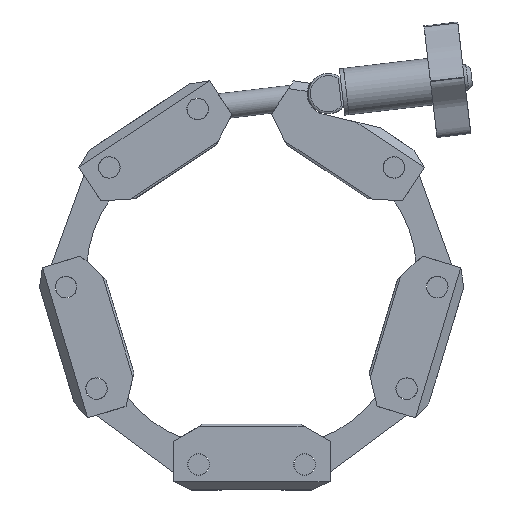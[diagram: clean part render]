
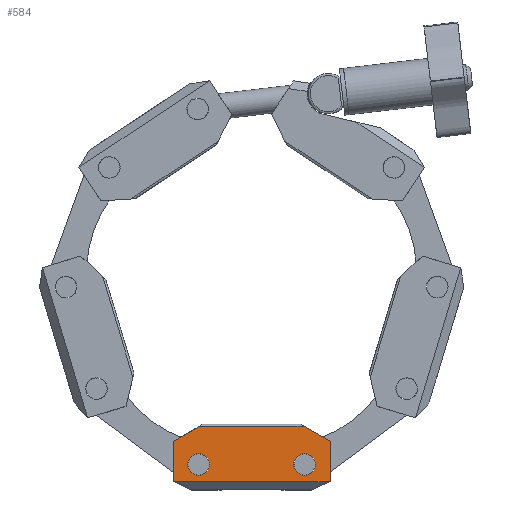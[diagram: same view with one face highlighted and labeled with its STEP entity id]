
A CAD part, front view. The second image highlights one B-rep face of the part: STEP entity #584.
In plain terms, the highlighted face is planar.
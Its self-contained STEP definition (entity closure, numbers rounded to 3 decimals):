
#584=ADVANCED_FACE('',(#1576,#1577,#1578),#1575,.T.);
#1575=PLANE('',#3172);
#1576=FACE_OUTER_BOUND('',#3173,.T.);
#1577=FACE_BOUND('',#3174,.T.);
#1578=FACE_BOUND('',#3175,.T.);
#3169=CARTESIAN_POINT('',(9.7,18.,-5.3));
#3170=DIRECTION('',(0.,1.,0.));
#3171=DIRECTION('',(-1.,0.,0.));
#3172=AXIS2_PLACEMENT_3D('',#3169,#3170,#3171);
#3173=EDGE_LOOP('',(#4283,#4284,#4285,#4286,#4287,#4288));
#3174=EDGE_LOOP('',(#4289,#4290));
#3175=EDGE_LOOP('',(#4291,#4292));
#4283=ORIENTED_EDGE('',*,*,#5083,.T.);
#4284=ORIENTED_EDGE('',*,*,#5075,.T.);
#4285=ORIENTED_EDGE('',*,*,#5058,.T.);
#4286=ORIENTED_EDGE('',*,*,#5055,.T.);
#4287=ORIENTED_EDGE('',*,*,#5070,.T.);
#4288=ORIENTED_EDGE('',*,*,#5032,.T.);
#4289=ORIENTED_EDGE('',*,*,#5084,.F.);
#4290=ORIENTED_EDGE('',*,*,#5085,.F.);
#4291=ORIENTED_EDGE('',*,*,#5086,.F.);
#4292=ORIENTED_EDGE('',*,*,#5087,.F.);
#5032=EDGE_CURVE('',#6735,#6755,#6762,.T.);
#5055=EDGE_CURVE('',#6918,#6911,#6919,.T.);
#5058=EDGE_CURVE('',#6937,#6918,#6938,.T.);
#5070=EDGE_CURVE('',#6911,#6735,#7016,.T.);
#5075=EDGE_CURVE('',#7036,#6937,#7049,.T.);
#5083=EDGE_CURVE('',#6755,#7036,#7103,.T.);
#5084=EDGE_CURVE('',#7109,#7110,#7111,.T.);
#5085=EDGE_CURVE('',#7110,#7109,#7117,.T.);
#5086=EDGE_CURVE('',#7123,#7124,#7125,.T.);
#5087=EDGE_CURVE('',#7124,#7123,#7131,.T.);
#6735=VERTEX_POINT('',#9576);
#6755=VERTEX_POINT('',#9588);
#6762=LINE('',#9592,#9593);
#6911=VERTEX_POINT('',#9677);
#6918=VERTEX_POINT('',#9681);
#6919=LINE('',#9682,#9683);
#6937=VERTEX_POINT('',#9692);
#6938=LINE('',#9693,#9694);
#7016=LINE('',#9735,#9736);
#7036=VERTEX_POINT('',#9746);
#7049=LINE('',#9753,#9754);
#7103=LINE('',#9789,#9790);
#7109=VERTEX_POINT('',#9792);
#7110=VERTEX_POINT('',#9793);
#7111=CIRCLE('',#9797,2.55);
#7117=CIRCLE('',#9801,2.55);
#7123=VERTEX_POINT('',#9802);
#7124=VERTEX_POINT('',#9803);
#7125=CIRCLE('',#9807,2.55);
#7131=CIRCLE('',#9811,2.55);
#9576=CARTESIAN_POINT('',(-31.,18.,-4.));
#9588=CARTESIAN_POINT('',(-31.,18.,5.459));
#9592=CARTESIAN_POINT('',(-31.,18.,-4.));
#9593=VECTOR('',#9594,9.459);
#9594=DIRECTION('',(0.,0.,1.));
#9677=CARTESIAN_POINT('',(6.,18.,-4.));
#9681=CARTESIAN_POINT('',(6.,18.,5.459));
#9682=CARTESIAN_POINT('',(6.,18.,5.459));
#9683=VECTOR('',#9684,9.459);
#9684=DIRECTION('',(0.,0.,-1.));
#9692=CARTESIAN_POINT('',(-0.134,18.,9.));
#9693=CARTESIAN_POINT('',(-0.134,18.,9.));
#9694=VECTOR('',#9695,7.083);
#9695=DIRECTION('',(0.866,0.,-0.5));
#9735=CARTESIAN_POINT('',(6.,18.,-4.));
#9736=VECTOR('',#9737,37.);
#9737=DIRECTION('',(-1.,0.,0.));
#9746=CARTESIAN_POINT('',(-24.866,18.,9.));
#9753=CARTESIAN_POINT('',(-24.866,18.,9.));
#9754=VECTOR('',#9755,24.732);
#9755=DIRECTION('',(1.,0.,0.));
#9789=CARTESIAN_POINT('',(-31.,18.,5.459));
#9790=VECTOR('',#9791,7.083);
#9791=DIRECTION('',(0.866,0.,0.5));
#9792=CARTESIAN_POINT('',(0.,18.,-2.55));
#9793=CARTESIAN_POINT('',(0.,18.,2.55));
#9794=CARTESIAN_POINT('',(0.,18.,0.));
#9795=DIRECTION('',(0.,1.,0.));
#9796=DIRECTION('',(0.,0.,1.));
#9797=AXIS2_PLACEMENT_3D('',#9794,#9795,#9796);
#9798=CARTESIAN_POINT('',(0.,18.,0.));
#9799=DIRECTION('',(0.,1.,0.));
#9800=DIRECTION('',(0.,0.,1.));
#9801=AXIS2_PLACEMENT_3D('',#9798,#9799,#9800);
#9802=CARTESIAN_POINT('',(-25.,18.,-2.55));
#9803=CARTESIAN_POINT('',(-25.,18.,2.55));
#9804=CARTESIAN_POINT('',(-25.,18.,0.));
#9805=DIRECTION('',(0.,1.,0.));
#9806=DIRECTION('',(0.,0.,1.));
#9807=AXIS2_PLACEMENT_3D('',#9804,#9805,#9806);
#9808=CARTESIAN_POINT('',(-25.,18.,0.));
#9809=DIRECTION('',(0.,1.,0.));
#9810=DIRECTION('',(0.,0.,1.));
#9811=AXIS2_PLACEMENT_3D('',#9808,#9809,#9810);
